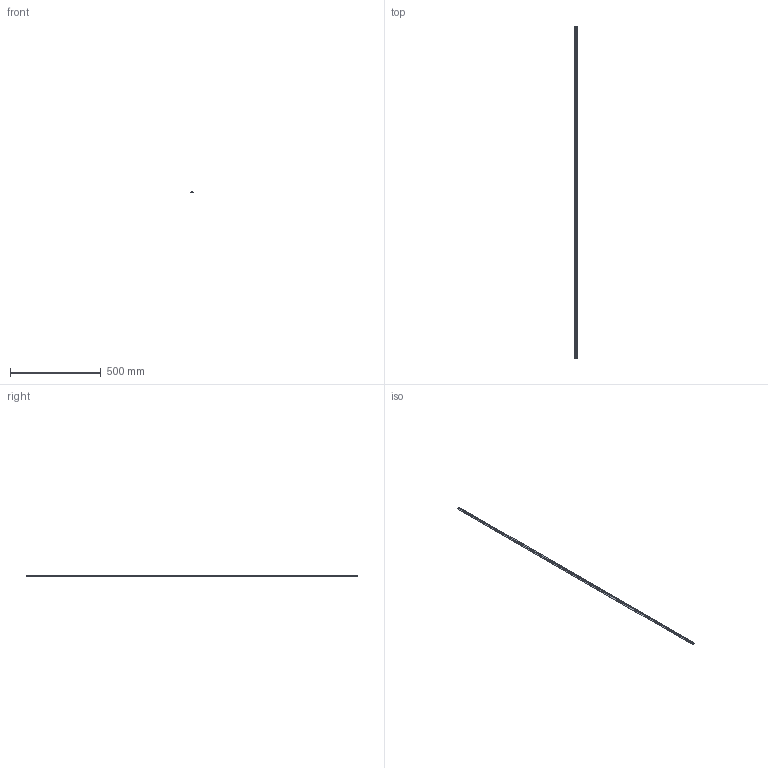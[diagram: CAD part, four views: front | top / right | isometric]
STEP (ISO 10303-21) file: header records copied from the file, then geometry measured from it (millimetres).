
FILE_DESCRIPTION (( 'STEP AP203' ), '1' );
FILE_NAME ('B-20257-C1.STEP', '2021-06-17T04:38:56', ( '' ), ( '' ), 'SwSTEP 2.0', 'SolidWorks 2018', '' );
FILE_SCHEMA (( 'CONFIG_CONTROL_DESIGN' ));
Length unit declared in the file: millimetre
Products named in the file (4): B-20257-C1_hinge B_; B-20257-C1; B-20257-C1_pin_; B-20257-C1_hinge A_
Assembly tree (3 placements, depth 2):
  B-20257-C1
    B-20257-C1_hinge A_
    B-20257-C1_hinge B_
    B-20257-C1_pin_
Bounding box: 19 x 1829 x 3.59 mm (x, y, z)
Volume: 41073.2 mm3; surface area: 104144.7 mm2
Topology: 3 solids, 3 shells, 750 faces, 2232 edges, 1488 vertices
Faces by surface type: plane 379, cylinder 371
Entity records: 26264 total; most frequent: DIRECTION 4486, CARTESIAN_POINT 4476, ORIENTED_EDGE 4464, EDGE_CURVE 2232, AXIS2_PLACEMENT_3D 1498, VECTOR 1490, LINE 1490, VERTEX_POINT 1488
